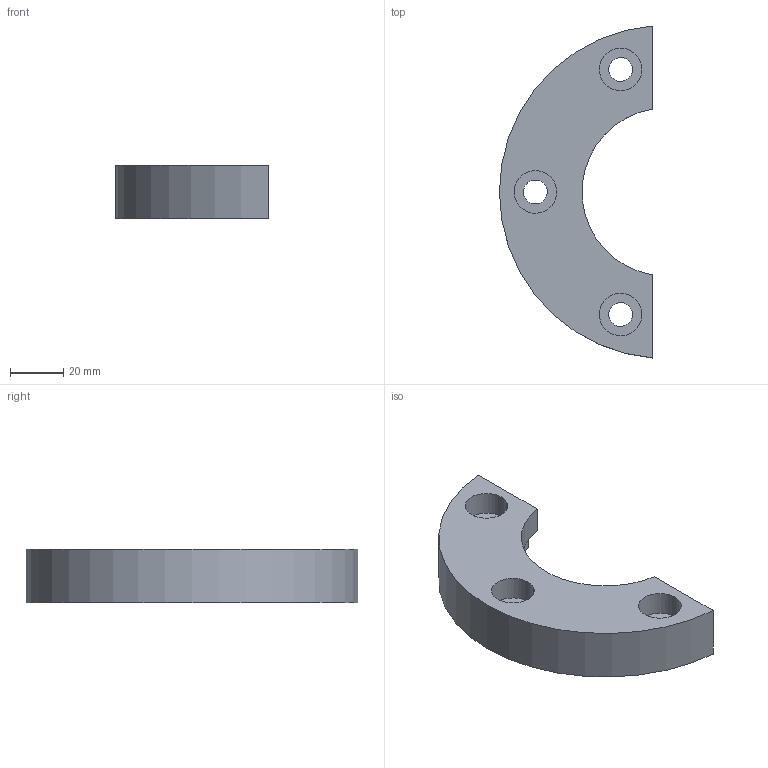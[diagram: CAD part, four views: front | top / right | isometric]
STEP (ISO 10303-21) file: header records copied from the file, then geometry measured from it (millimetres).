
FILE_DESCRIPTION(('CATIA V5 STEP Exchange'),'2;1');
FILE_NAME('RDRB111.50.stp','2017-03-08T09:00:45+00:00',('none'),('none'),'CATIA Version 5 Release 19 GA (IN-10)','CATIA V5 STEP AP203','none');
FILE_SCHEMA(('CONFIG_CONTROL_DESIGN'));
Length unit declared in the file: millimetre
Products named in the file (1): RDRB111.50
Bounding box: 57.5 x 124.6 x 20 mm (x, y, z)
Volume: 73485.1 mm3; surface area: 17245.4 mm2
Topology: 1 solids, 1 shells, 23 faces, 57 edges, 43 vertices
Faces by surface type: cylinder 15, plane 8
Entity records: 688 total; most frequent: CARTESIAN_POINT 115, ORIENTED_EDGE 108, DIRECTION 85, EDGE_CURVE 54, AXIS2_PLACEMENT_3D 45, VERTEX_POINT 36, EDGE_LOOP 32, CIRCLE 30
